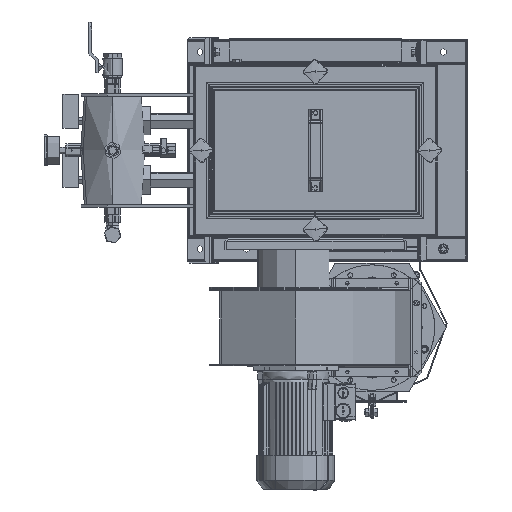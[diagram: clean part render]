
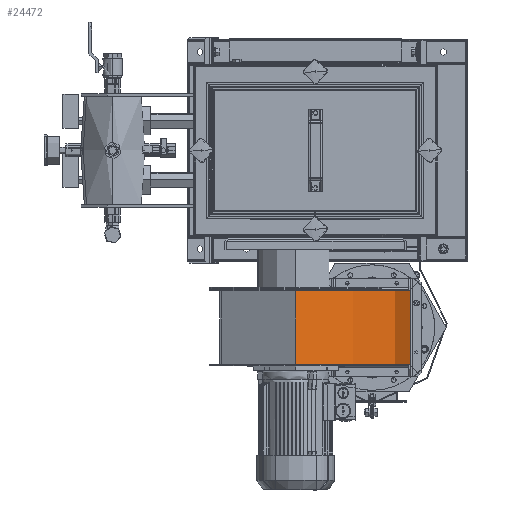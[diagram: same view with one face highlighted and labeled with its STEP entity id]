
A CAD part, left-side view. The second image highlights one B-rep face of the part: STEP entity #24472.
In plain terms, the highlighted cylindrical face has radius 233 mm (diameter 466 mm), a partial arc.
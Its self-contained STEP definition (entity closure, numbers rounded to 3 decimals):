
#1595 = CARTESIAN_POINT ( 'NONE',  ( -178., 0., 75. ) ) ;
#4725 = DIRECTION ( 'NONE',  ( 0., 0., -1. ) ) ;
#8241 = EDGE_CURVE ( 'NONE', #72830, #146057, #66998, .T. ) ;
#9049 = VERTEX_POINT ( 'NONE', #125346 ) ;
#10584 = CARTESIAN_POINT ( 'NONE',  ( 55., 0., 75. ) ) ;
#12415 = ORIENTED_EDGE ( 'NONE', *, *, #55116, .T. ) ;
#12826 = VECTOR ( 'NONE', #4725, 1000. ) ;
#15944 = AXIS2_PLACEMENT_3D ( 'NONE', #45235, #91682, #126627 ) ;
#24472 = ADVANCED_FACE ( 'NONE', ( #114777 ), #43290, .T. ) ;
#29381 = CARTESIAN_POINT ( 'NONE',  ( -178., 0., 75. ) ) ;
#38238 = ORIENTED_EDGE ( 'NONE', *, *, #82400, .T. ) ;
#43290 = CYLINDRICAL_SURFACE ( 'NONE', #138626, 233. ) ;
#44036 = DIRECTION ( 'NONE',  ( -1., 0., 0. ) ) ;
#45235 = CARTESIAN_POINT ( 'NONE',  ( 55., 0., 75. ) ) ;
#52962 = LINE ( 'NONE', #29381, #76789 ) ;
#55116 = EDGE_CURVE ( 'NONE', #72830, #62923, #70947, .T. ) ;
#58668 = CARTESIAN_POINT ( 'NONE',  ( 55., 0., -75. ) ) ;
#62923 = VERTEX_POINT ( 'NONE', #134804 ) ;
#63615 = EDGE_CURVE ( 'NONE', #146057, #9049, #52962, .T. ) ;
#66998 = CIRCLE ( 'NONE', #15944, 233. ) ;
#70947 = LINE ( 'NONE', #108952, #12826 ) ;
#71464 = CARTESIAN_POINT ( 'NONE',  ( 55., 233., 75. ) ) ;
#72830 = VERTEX_POINT ( 'NONE', #71464 ) ;
#73664 = ORIENTED_EDGE ( 'NONE', *, *, #63615, .F. ) ;
#76789 = VECTOR ( 'NONE', #99389, 1000. ) ;
#79839 = CIRCLE ( 'NONE', #109057, 233. ) ;
#82400 = EDGE_CURVE ( 'NONE', #62923, #9049, #79839, .T. ) ;
#87381 = EDGE_LOOP ( 'NONE', ( #38238, #73664, #121142, #12415 ) ) ;
#91682 = DIRECTION ( 'NONE',  ( 0., 0., 1. ) ) ;
#99389 = DIRECTION ( 'NONE',  ( 0., 0., -1. ) ) ;
#108952 = CARTESIAN_POINT ( 'NONE',  ( 55., 233., 75. ) ) ;
#109057 = AXIS2_PLACEMENT_3D ( 'NONE', #58668, #138509, #117245 ) ;
#114777 = FACE_OUTER_BOUND ( 'NONE', #87381, .T. ) ;
#117245 = DIRECTION ( 'NONE',  ( 1., 0., 0. ) ) ;
#121142 = ORIENTED_EDGE ( 'NONE', *, *, #8241, .F. ) ;
#125346 = CARTESIAN_POINT ( 'NONE',  ( -178., 0., -75. ) ) ;
#126627 = DIRECTION ( 'NONE',  ( 1., 0., 0. ) ) ;
#134804 = CARTESIAN_POINT ( 'NONE',  ( 55., 233., -75. ) ) ;
#136099 = DIRECTION ( 'NONE',  ( 0., 0., -1. ) ) ;
#138509 = DIRECTION ( 'NONE',  ( 0., 0., 1. ) ) ;
#138626 = AXIS2_PLACEMENT_3D ( 'NONE', #10584, #136099, #44036 ) ;
#146057 = VERTEX_POINT ( 'NONE', #1595 ) ;
